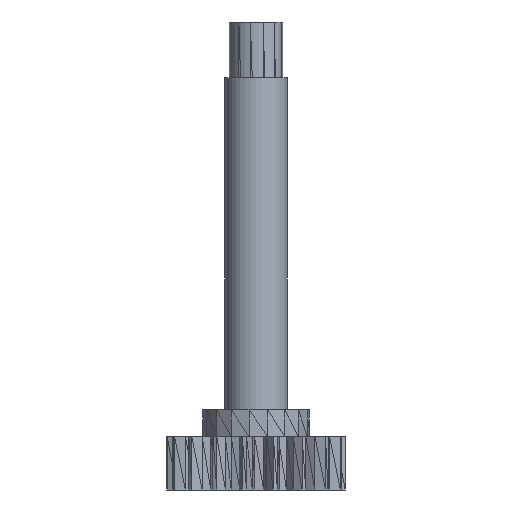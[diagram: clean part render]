
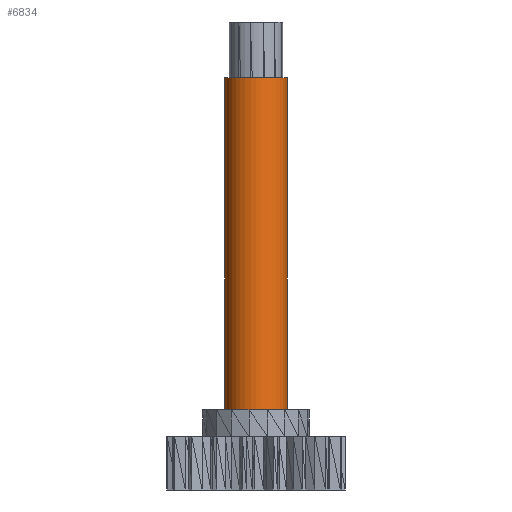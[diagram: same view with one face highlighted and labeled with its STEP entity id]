
A CAD part, front view. The second image highlights one B-rep face of the part: STEP entity #6834.
In plain terms, the highlighted cylindrical face has radius 1.85 mm (diameter 3.7 mm), a full revolution.
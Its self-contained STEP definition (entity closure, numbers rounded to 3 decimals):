
#17=CIRCLE('',#7417,1.85);
#20=CIRCLE('',#7423,1.85);
#23=CYLINDRICAL_SURFACE('',#7422,1.85);
#595=FACE_OUTER_BOUND('',#1163,.T.);
#1163=EDGE_LOOP('',(#5698,#5699,#5700,#5701));
#2011=LINE('',#11128,#2857);
#2857=VECTOR('',#9416,1.85);
#3143=VERTEX_POINT('',#11111);
#3148=VERTEX_POINT('',#11126);
#3992=EDGE_CURVE('',#3143,#3143,#17,.T.);
#3999=EDGE_CURVE('',#3148,#3148,#20,.T.);
#4000=EDGE_CURVE('',#3148,#3143,#2011,.T.);
#5698=ORIENTED_EDGE('',*,*,#3999,.F.);
#5699=ORIENTED_EDGE('',*,*,#4000,.T.);
#5700=ORIENTED_EDGE('',*,*,#3992,.T.);
#5701=ORIENTED_EDGE('',*,*,#4000,.F.);
#6834=ADVANCED_FACE('',(#595),#23,.T.);
#7417=AXIS2_PLACEMENT_3D('',#11112,#9398,#9399);
#7422=AXIS2_PLACEMENT_3D('',#11125,#9412,#9413);
#7423=AXIS2_PLACEMENT_3D('',#11127,#9414,#9415);
#9398=DIRECTION('center_axis',(0.,0.,-1.));
#9399=DIRECTION('ref_axis',(-1.,0.,0.));
#9412=DIRECTION('center_axis',(0.,0.,-1.));
#9413=DIRECTION('ref_axis',(-1.,0.,0.));
#9414=DIRECTION('center_axis',(0.,0.,-1.));
#9415=DIRECTION('ref_axis',(-1.,0.,0.));
#9416=DIRECTION('',(0.,0.,1.));
#11111=CARTESIAN_POINT('',(1.85,0.,10.396));
#11112=CARTESIAN_POINT('Origin',(0.,0.,10.396));
#11125=CARTESIAN_POINT('Origin',(0.,0.,13.696));
#11126=CARTESIAN_POINT('',(1.85,0.,-10.304));
#11127=CARTESIAN_POINT('Origin',(0.,0.,-10.304));
#11128=CARTESIAN_POINT('',(1.85,0.,13.696));
